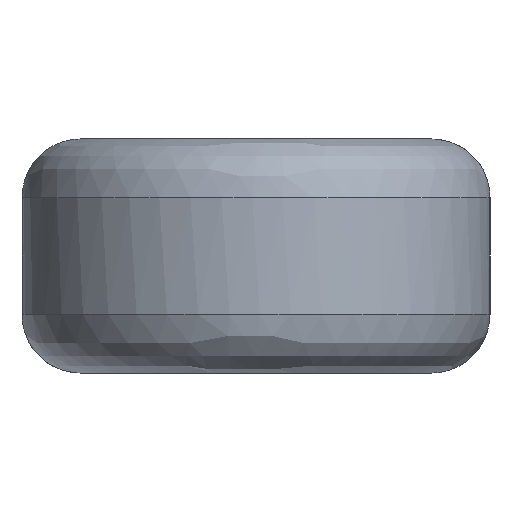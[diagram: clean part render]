
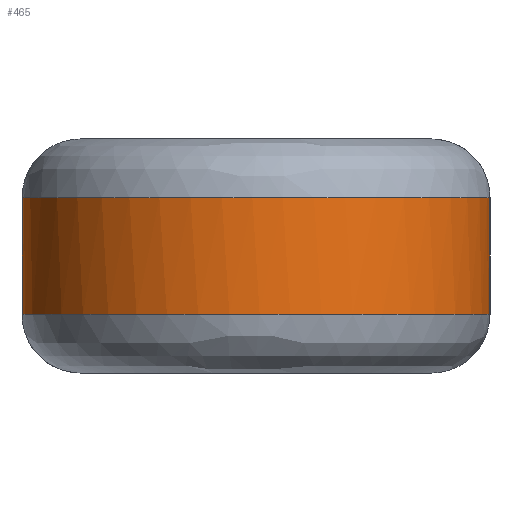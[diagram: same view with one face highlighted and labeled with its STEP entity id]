
A CAD part, left-side view. The second image highlights one B-rep face of the part: STEP entity #465.
In plain terms, the highlighted free-form (B-spline) face has degree [2, 1] with [5, 2] control points.
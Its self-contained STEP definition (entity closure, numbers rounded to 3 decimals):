
#24 = VERTEX_POINT('',#25);
#25 = CARTESIAN_POINT('',(116.602,13.612,107.621)
  );
#108 = VERTEX_POINT('',#109);
#109 = CARTESIAN_POINT('',(116.602,-5.269,107.621
    ));
#139 = EDGE_CURVE('',#108,#24,#140,.T.);
#140 = ( BOUNDED_CURVE() B_SPLINE_CURVE(2,(#141,#142,#143,#144,#145),
.UNSPECIFIED.,.F.,.F.) B_SPLINE_CURVE_WITH_KNOTS((3,2,3),(4.712
,6.283,7.854),.PIECEWISE_BEZIER_KNOTS.) CURVE() 
GEOMETRIC_REPRESENTATION_ITEM() RATIONAL_B_SPLINE_CURVE((1.,
0.707,1.,0.707,1.)) REPRESENTATION_ITEM('') );
#141 = CARTESIAN_POINT('',(116.602,-5.269,107.621
    ));
#142 = CARTESIAN_POINT('',(107.162,-5.269,107.621
    ));
#143 = CARTESIAN_POINT('',(107.162,4.171,107.621)
  );
#144 = CARTESIAN_POINT('',(107.162,13.612,107.621
    ));
#145 = CARTESIAN_POINT('',(116.602,13.612,107.621
    ));
#213 = EDGE_CURVE('',#24,#214,#216,.T.);
#214 = VERTEX_POINT('',#215);
#215 = CARTESIAN_POINT('',(116.602,13.612,
    112.342));
#216 = B_SPLINE_CURVE_WITH_KNOTS('',1,(#217,#218),.UNSPECIFIED.,.F.,.F.,
  (2,2),(2.5,7.5),.PIECEWISE_BEZIER_KNOTS.);
#217 = CARTESIAN_POINT('',(116.602,13.612,107.621
    ));
#218 = CARTESIAN_POINT('',(116.602,13.612,
    112.342));
#263 = VERTEX_POINT('',#264);
#264 = CARTESIAN_POINT('',(116.602,-5.269,
    112.342));
#370 = EDGE_CURVE('',#214,#263,#371,.T.);
#371 = ( BOUNDED_CURVE() B_SPLINE_CURVE(2,(#372,#373,#374,#375,#376),
.UNSPECIFIED.,.F.,.F.) B_SPLINE_CURVE_WITH_KNOTS((3,2,3),(4.712
,6.283,7.854),.PIECEWISE_BEZIER_KNOTS.) CURVE() 
GEOMETRIC_REPRESENTATION_ITEM() RATIONAL_B_SPLINE_CURVE((1.,
0.707,1.,0.707,1.)) REPRESENTATION_ITEM('') );
#372 = CARTESIAN_POINT('',(116.602,13.612,
    112.342));
#373 = CARTESIAN_POINT('',(107.162,13.612,
    112.342));
#374 = CARTESIAN_POINT('',(107.162,4.171,112.342)
  );
#375 = CARTESIAN_POINT('',(107.162,-5.269,
    112.342));
#376 = CARTESIAN_POINT('',(116.602,-5.269,
    112.342));
#400 = EDGE_CURVE('',#108,#263,#401,.T.);
#401 = B_SPLINE_CURVE_WITH_KNOTS('',1,(#402,#403),.UNSPECIFIED.,.F.,.F.,
  (2,2),(2.5,7.5),.PIECEWISE_BEZIER_KNOTS.);
#402 = CARTESIAN_POINT('',(116.602,-5.269,107.621
    ));
#403 = CARTESIAN_POINT('',(116.602,-5.269,
    112.342));
#465 = ADVANCED_FACE('',(#466),#472,.T.);
#466 = FACE_BOUND('',#467,.T.);
#467 = EDGE_LOOP('',(#468,#469,#470,#471));
#468 = ORIENTED_EDGE('',*,*,#139,.F.);
#469 = ORIENTED_EDGE('',*,*,#400,.T.);
#470 = ORIENTED_EDGE('',*,*,#370,.F.);
#471 = ORIENTED_EDGE('',*,*,#213,.F.);
#472 = ( BOUNDED_SURFACE() B_SPLINE_SURFACE(2,1,(
    (#473,#474)
    ,(#475,#476)
    ,(#477,#478)
    ,(#479,#480)
,(#481,#482
    )),.UNSPECIFIED.,.F.,.F.,.F.) B_SPLINE_SURFACE_WITH_KNOTS((3,2,3),(2
    ,2),(0.,1.571,3.142),(2.5,7.5),
.PIECEWISE_BEZIER_KNOTS.) GEOMETRIC_REPRESENTATION_ITEM() 
RATIONAL_B_SPLINE_SURFACE((
    (1.,1.)
    ,(0.707,0.707)
    ,(1.,1.)
    ,(0.707,0.707)
,(1.,1.))) REPRESENTATION_ITEM('') SURFACE() );
#473 = CARTESIAN_POINT('',(116.602,13.612,107.621
    ));
#474 = CARTESIAN_POINT('',(116.602,13.612,
    112.342));
#475 = CARTESIAN_POINT('',(107.162,13.612,107.621
    ));
#476 = CARTESIAN_POINT('',(107.162,13.612,
    112.342));
#477 = CARTESIAN_POINT('',(107.162,4.171,107.621)
  );
#478 = CARTESIAN_POINT('',(107.162,4.171,112.342)
  );
#479 = CARTESIAN_POINT('',(107.162,-5.269,107.621
    ));
#480 = CARTESIAN_POINT('',(107.162,-5.269,
    112.342));
#481 = CARTESIAN_POINT('',(116.602,-5.269,107.621
    ));
#482 = CARTESIAN_POINT('',(116.602,-5.269,
    112.342));
